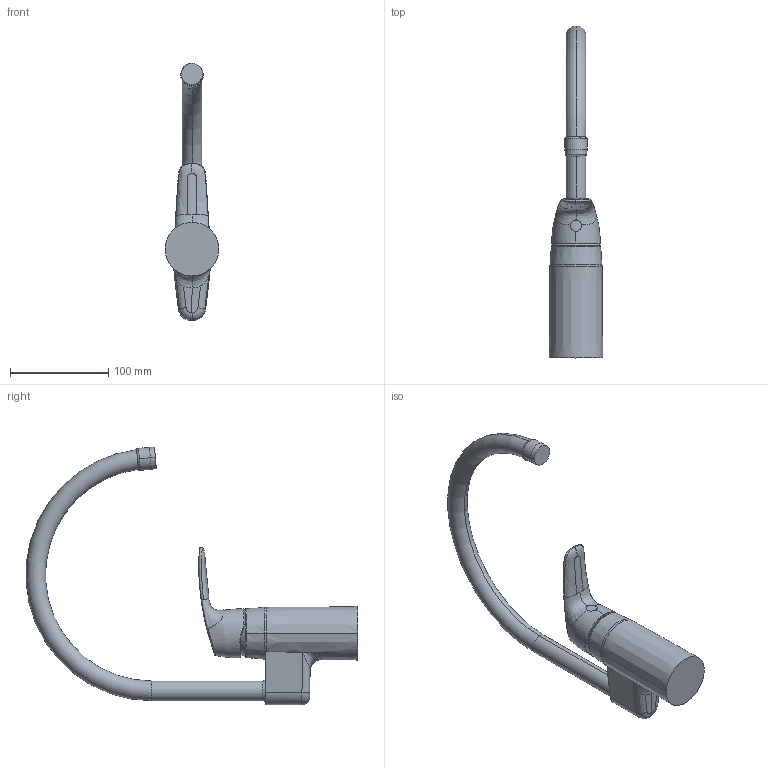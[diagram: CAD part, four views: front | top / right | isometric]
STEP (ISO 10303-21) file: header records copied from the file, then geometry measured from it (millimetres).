
FILE_DESCRIPTION (( 'STEP AP203' ), '1' );
FILE_NAME ('452822030004(2022)+452822030005(2022).STEP', '2022-02-22T06:27:30', ( '' ), ( '' ), 'SwSTEP 2.0', 'SolidWorks 2016', '' );
FILE_SCHEMA (( 'CONFIG_CONTROL_DESIGN' ));
Length unit declared in the file: millimetre
Products named in the file (1): 452822030004(2022)+452822030005(2022)
Bounding box: 54.6 x 337.16 x 261.45 mm (x, y, z)
Volume: 555166.6 mm3; surface area: 70422.6 mm2
Topology: 1 solids, 1 shells, 90 faces, 222 edges, 134 vertices
Faces by surface type: bspline 42, cone 13, cylinder 13, torus 12, plane 10
Entity records: 12840 total; most frequent: CARTESIAN_POINT 11045, ORIENTED_EDGE 438, DIRECTION 232, EDGE_CURVE 219, B_SPLINE_CURVE_WITH_KNOTS 134, VERTEX_POINT 134, AXIS2_PLACEMENT_3D 104, EDGE_LOOP 93
